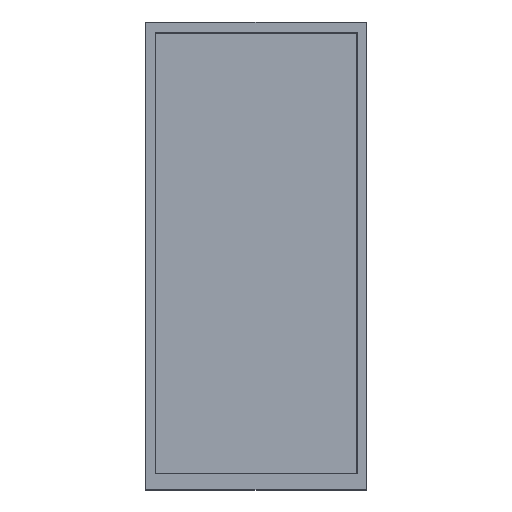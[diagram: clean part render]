
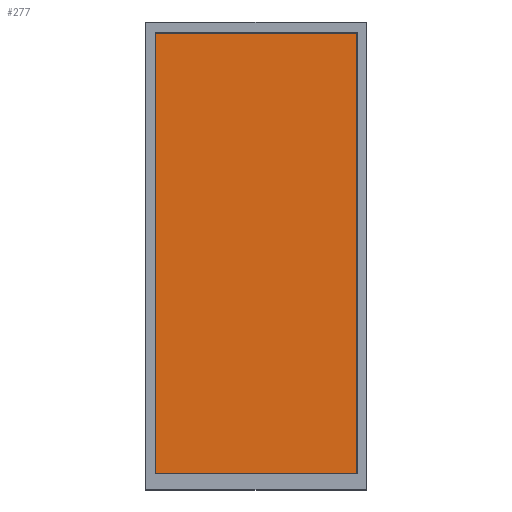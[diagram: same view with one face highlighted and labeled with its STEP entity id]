
A CAD part, top view. The second image highlights one B-rep face of the part: STEP entity #277.
In plain terms, the highlighted planar face has unit normal (0, 0, 1).
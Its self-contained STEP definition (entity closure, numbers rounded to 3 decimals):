
#23=FACE_OUTER_BOUND('',#39,.T.);
#39=EDGE_LOOP('',(#201,#202,#203,#204));
#55=LINE('',#398,#91);
#58=LINE('',#404,#94);
#61=LINE('',#410,#97);
#64=LINE('',#414,#100);
#91=VECTOR('',#326,10.);
#94=VECTOR('',#331,10.);
#97=VECTOR('',#336,10.);
#100=VECTOR('',#341,10.);
#127=VERTEX_POINT('',#395);
#128=VERTEX_POINT('',#397);
#130=VERTEX_POINT('',#403);
#132=VERTEX_POINT('',#409);
#151=EDGE_CURVE('',#128,#127,#55,.T.);
#154=EDGE_CURVE('',#130,#128,#58,.T.);
#157=EDGE_CURVE('',#132,#130,#61,.T.);
#160=EDGE_CURVE('',#127,#132,#64,.T.);
#201=ORIENTED_EDGE('',*,*,#160,.T.);
#202=ORIENTED_EDGE('',*,*,#157,.T.);
#203=ORIENTED_EDGE('',*,*,#154,.T.);
#204=ORIENTED_EDGE('',*,*,#151,.T.);
#261=PLANE('',#308);
#277=ADVANCED_FACE('',(#23),#261,.T.);
#308=AXIS2_PLACEMENT_3D('',#415,#342,#343);
#326=DIRECTION('',(0.,1.,0.));
#331=DIRECTION('',(1.,0.,0.));
#336=DIRECTION('',(0.,-1.,0.));
#341=DIRECTION('',(-1.,0.,0.));
#342=DIRECTION('center_axis',(0.,0.,1.));
#343=DIRECTION('ref_axis',(1.,0.,0.));
#395=CARTESIAN_POINT('',(18.288,40.005,5.));
#397=CARTESIAN_POINT('',(18.288,-40.005,5.));
#398=CARTESIAN_POINT('',(18.288,40.005,5.));
#403=CARTESIAN_POINT('',(-18.288,-40.005,5.));
#404=CARTESIAN_POINT('',(18.288,-40.005,5.));
#409=CARTESIAN_POINT('',(-18.288,40.005,5.));
#410=CARTESIAN_POINT('',(-18.288,-40.005,5.));
#414=CARTESIAN_POINT('',(-18.288,40.005,5.));
#415=CARTESIAN_POINT('Origin',(0.,0.,5.));
